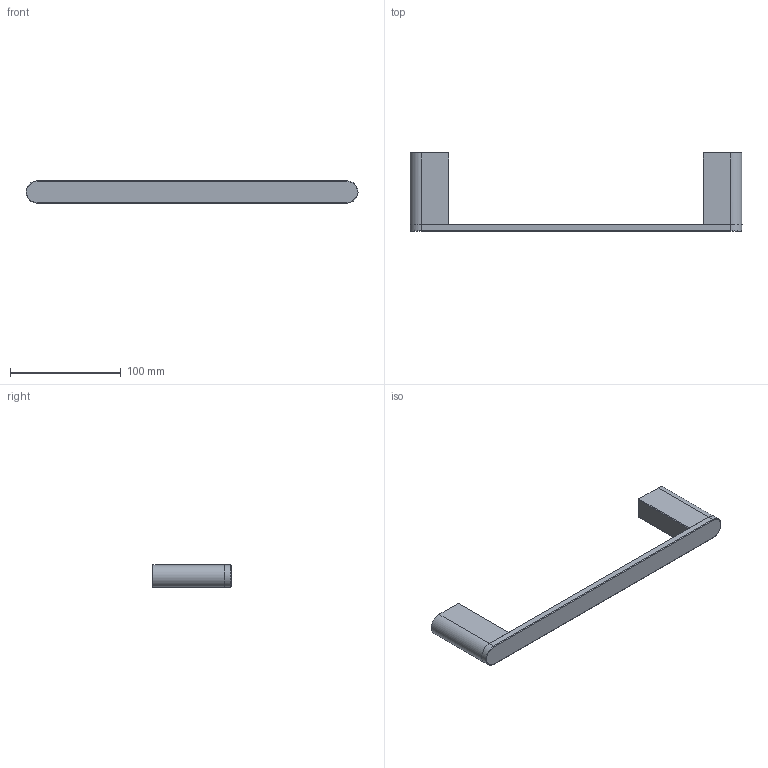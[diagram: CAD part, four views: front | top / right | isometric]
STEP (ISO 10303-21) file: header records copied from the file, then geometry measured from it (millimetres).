
FILE_DESCRIPTION(/* description */ (''),/* implementation_level */ '2;1');
FILE_NAME(/* name */ 'STEP - Mizu Soothe Single Towel Rail 300mm',/* time_stamp */ '2025-08-11T14:17:22+10:00',/* author */ (''),/* organization */ (''),/* preprocessor_version */ 'ST-DEVELOPER v16.5',/* originating_system */ 'Rhino 7.37',/* authorisation */ '');
FILE_SCHEMA (('AUTOMOTIVE_DESIGN'));
Length unit declared in the file: millimetre
Products named in the file (13): Document; 227112A_Mizu Soothe Single Towel Rail 300mm; 07112_ASM_ASM; 07112_ASM_4_ASM; 07112-A_ASM_1_ASM; 07112-01_3; 07124-02_1; 07124-04_1; 07124-01-A_5; 07124-01-B_6; 07100-01-A_4; 07100-01-B_6; M5-8_3
Assembly tree (17 placements, depth 6):
  Document
    227112A_Mizu Soothe Single Towel Rail 300mm
      07112_ASM_ASM
        07112_ASM_4_ASM
          07112-A_ASM_1_ASM
            07112-01_3
            07124-02_1  x2
          07124-04_1  x4
          07124-01-A_5
          07124-01-B_6
          07100-01-A_4
          07100-01-B_6
          M5-8_3  x2
Bounding box: 300 x 70.5 x 20 mm (x, y, z)
Volume: 71354.6 mm3; surface area: 48346.1 mm2
Topology: 13 solids, 19 shells, 210 faces, 524 edges, 352 vertices
Faces by surface type: plane 96, cylinder 84, bspline 30
Entity records: 5633 total; most frequent: CARTESIAN_POINT 2275, ORIENTED_EDGE 866, EDGE_CURVE 442, VERTEX_POINT 299, B_SPLINE_CURVE_WITH_KNOTS 242, DIRECTION 232, EDGE_LOOP 211, AXIS2_PLACEMENT_3D 190
